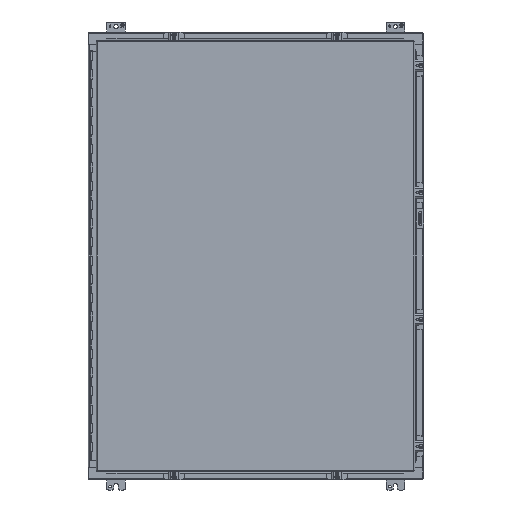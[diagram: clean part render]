
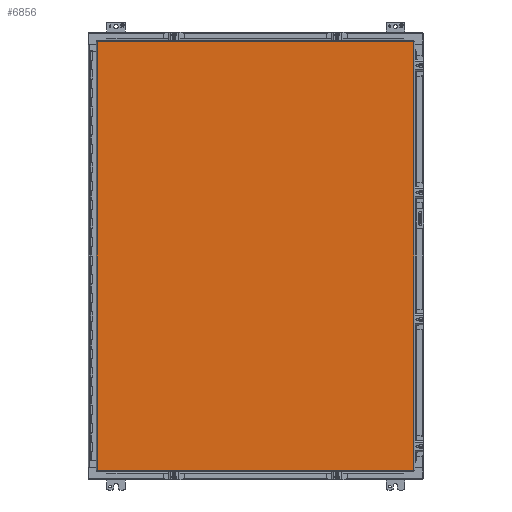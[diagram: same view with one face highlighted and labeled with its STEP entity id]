
A CAD part, front view. The second image highlights one B-rep face of the part: STEP entity #6856.
In plain terms, the highlighted planar face has unit normal (0, -1, 0).
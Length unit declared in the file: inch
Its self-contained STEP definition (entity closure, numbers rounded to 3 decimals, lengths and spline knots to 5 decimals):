
#46 = DIRECTION ( 'NONE',  ( 1., 0., 0. ) ) ;
#3076 = CARTESIAN_POINT ( 'NONE',  ( 16.955, -11.21, -22.9945 ) ) ;
#4560 = VECTOR ( 'NONE', #46, 39.37008 ) ;
#6856 = ADVANCED_FACE ( 'NONE', ( #39497 ), #55912, .T. ) ;
#17551 = ORIENTED_EDGE ( 'NONE', *, *, #60617, .F. ) ;
#19225 = CARTESIAN_POINT ( 'NONE',  ( -17.017, -11.21, -22.9945 ) ) ;
#22682 = EDGE_LOOP ( 'NONE', ( #33930, #17551, #58509, #57367 ) ) ;
#23118 = CARTESIAN_POINT ( 'NONE',  ( 16.955, -11.21, 22.9945 ) ) ;
#23499 = EDGE_CURVE ( 'NONE', #56592, #68263, #62068, .T. ) ;
#24248 = EDGE_CURVE ( 'NONE', #47632, #56592, #39428, .T. ) ;
#25447 = AXIS2_PLACEMENT_3D ( 'NONE', #57326, #46243, #56974 ) ;
#28186 = EDGE_CURVE ( 'NONE', #36382, #47632, #60972, .T. ) ;
#28368 = CARTESIAN_POINT ( 'NONE',  ( 16.955, -11.21, -22.9945 ) ) ;
#28710 = DIRECTION ( 'NONE',  ( -1., 0., 0. ) ) ;
#29562 = CARTESIAN_POINT ( 'NONE',  ( -17.017, -11.21, -22.9945 ) ) ;
#32201 = LINE ( 'NONE', #43967, #4560 ) ;
#32268 = VECTOR ( 'NONE', #44537, 39.37008 ) ;
#33930 = ORIENTED_EDGE ( 'NONE', *, *, #28186, .F. ) ;
#35312 = DIRECTION ( 'NONE',  ( 0., 0., 1. ) ) ;
#36382 = VERTEX_POINT ( 'NONE', #46164 ) ;
#38488 = VECTOR ( 'NONE', #35312, 39.37008 ) ;
#39428 = LINE ( 'NONE', #28368, #70443 ) ;
#39497 = FACE_OUTER_BOUND ( 'NONE', #22682, .T. ) ;
#43967 = CARTESIAN_POINT ( 'NONE',  ( -17.017, -11.21, 22.9945 ) ) ;
#44537 = DIRECTION ( 'NONE',  ( 0., 0., -1. ) ) ;
#46164 = CARTESIAN_POINT ( 'NONE',  ( 16.955, -11.21, 22.9945 ) ) ;
#46243 = DIRECTION ( 'NONE',  ( 0., -1., 0. ) ) ;
#46302 = CARTESIAN_POINT ( 'NONE',  ( -17.017, -11.21, 22.9945 ) ) ;
#47632 = VERTEX_POINT ( 'NONE', #3076 ) ;
#55912 = PLANE ( 'NONE',  #25447 ) ;
#56592 = VERTEX_POINT ( 'NONE', #29562 ) ;
#56974 = DIRECTION ( 'NONE',  ( 0., 0., -1. ) ) ;
#57326 = CARTESIAN_POINT ( 'NONE',  ( -17.017, -11.21, -22.9945 ) ) ;
#57367 = ORIENTED_EDGE ( 'NONE', *, *, #24248, .F. ) ;
#58509 = ORIENTED_EDGE ( 'NONE', *, *, #23499, .F. ) ;
#60617 = EDGE_CURVE ( 'NONE', #68263, #36382, #32201, .T. ) ;
#60972 = LINE ( 'NONE', #23118, #32268 ) ;
#62068 = LINE ( 'NONE', #19225, #38488 ) ;
#68263 = VERTEX_POINT ( 'NONE', #46302 ) ;
#70443 = VECTOR ( 'NONE', #28710, 39.37008 ) ;
